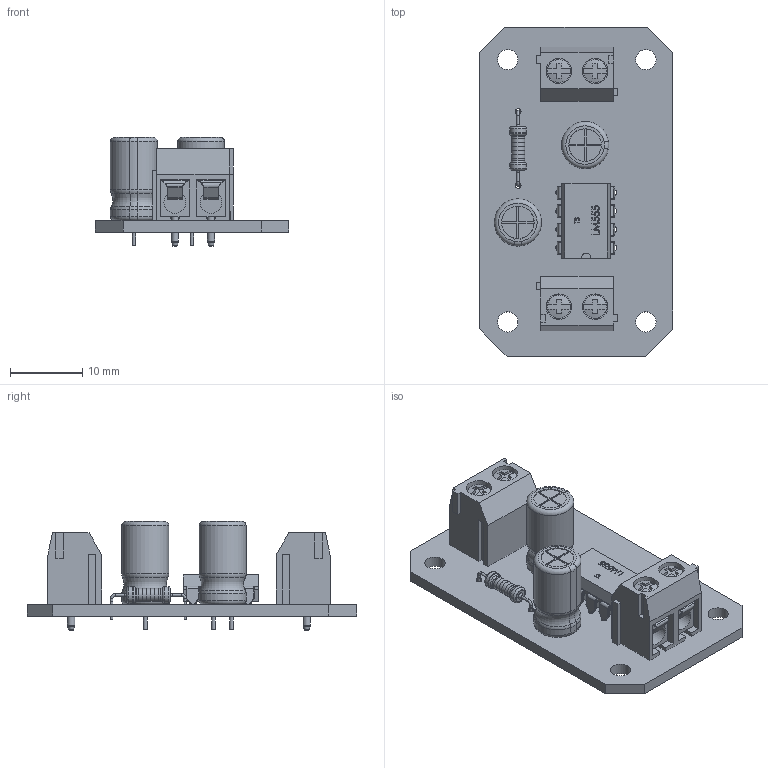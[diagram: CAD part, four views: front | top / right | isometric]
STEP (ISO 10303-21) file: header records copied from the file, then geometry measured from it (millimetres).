
FILE_DESCRIPTION(/* description */ (''),/* implementation_level */ '2;1');
FILE_NAME(/* name */ 'Tic Tic Generator v4.step',/* time_stamp */ '2019-03-23T19:53:43+00:00',/* author */ (''),/* organization */ (''),/* preprocessor_version */ 'ST-DEVELOPER v17.2',/* originating_system */ 'Autodesk Translation Framework v7.6.0.251',/* authorisation */ '');
FILE_SCHEMA (('AUTOMOTIVE_DESIGN { 1 0 10303 214 3 1 1 }'));
Length unit declared in the file: millimetre
Products named in the file (10): Tic Tic Generator; PCB Component; Board; +9V; NE555; Terminais^CI Dip28; Corpo^CI Dip28; 10uF/50V; 47K; 2.8D
Assembly tree (14 placements, depth 4):
  Tic Tic Generator
    PCB Component
      Board
      +9V  x2
      NE555
        Terminais^CI Dip28
        Corpo^CI Dip28
      10uF/50V  x2
      47K
      2.8D  x4
Bounding box: 26.65 x 45.39 x 15.06 mm (x, y, z)
Volume: 4000.6 mm3; surface area: 6325.7 mm2
Topology: 34 solids, 34 shells, 1010 faces, 2502 edges, 1589 vertices
Faces by surface type: plane 573, cylinder 282, torus 80, bspline 59, sphere 12, cone 4
Full cylindrical faces by diameter (mm): 0.35 x6, 0.5 x4, 0.813 x14, 1 x4, 1.321 x4, 1.8 x6, 1.82 x3, 2 x8, 2.1 x4, 2.3 x2, 2.32 x2, 2.8 x4, 3 x4, 3.2 x4, 3.5 x4, 4.5 x4
Entity records: 27014 total; most frequent: CARTESIAN_POINT 7522, DIRECTION 3941, ORIENTED_EDGE 3876, EDGE_CURVE 1938, AXIS2_PLACEMENT_3D 1384, VERTEX_POINT 1215, LINE 1173, VECTOR 1173
